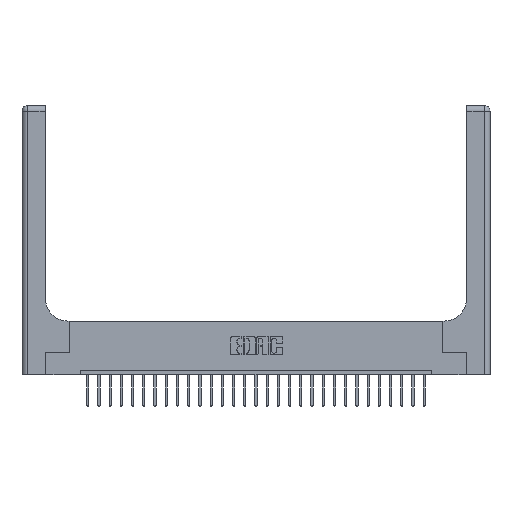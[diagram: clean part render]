
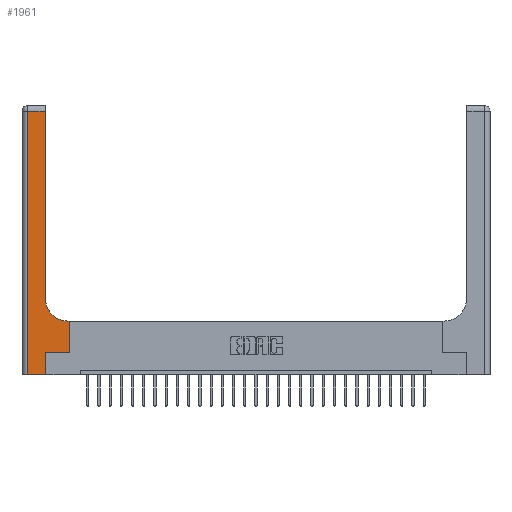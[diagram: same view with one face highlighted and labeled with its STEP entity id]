
A CAD part, top view. The second image highlights one B-rep face of the part: STEP entity #1961.
In plain terms, the highlighted planar face has unit normal (0, 0, 1).
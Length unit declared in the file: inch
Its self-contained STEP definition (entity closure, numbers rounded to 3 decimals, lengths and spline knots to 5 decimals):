
#75 = ORIENTED_EDGE ( 'NONE', *, *, #9383, .T. ) ;
#170 = LINE ( 'NONE', #26173, #18487 ) ;
#585 = DIRECTION ( 'NONE',  ( 0., 0., -1. ) ) ;
#1575 = DIRECTION ( 'NONE',  ( 1., 0., 0. ) ) ;
#1598 = AXIS2_PLACEMENT_3D ( 'NONE', #11810, #11554, #1575 ) ;
#1931 = EDGE_CURVE ( 'NONE', #21300, #16233, #2179, .T. ) ;
#1961 = ADVANCED_FACE ( 'NONE', ( #20689 ), #8395, .F. ) ;
#2157 = VECTOR ( 'NONE', #4825, 39.37008 ) ;
#2179 = LINE ( 'NONE', #5644, #20899 ) ;
#2567 = VECTOR ( 'NONE', #9292, 39.37008 ) ;
#3003 = ORIENTED_EDGE ( 'NONE', *, *, #15087, .T. ) ;
#3164 = CARTESIAN_POINT ( 'NONE',  ( 0., 3., 0.37 ) ) ;
#3629 = LINE ( 'NONE', #13853, #24776 ) ;
#3843 = ORIENTED_EDGE ( 'NONE', *, *, #24123, .T. ) ;
#4825 = DIRECTION ( 'NONE',  ( 1., 0., 0. ) ) ;
#5644 = CARTESIAN_POINT ( 'NONE',  ( 0., 0., 0.37 ) ) ;
#6828 = AXIS2_PLACEMENT_3D ( 'NONE', #3164, #585, #23455 ) ;
#7020 = CARTESIAN_POINT ( 'NONE',  ( 0., 2.94, 0.37 ) ) ;
#7168 = CARTESIAN_POINT ( 'NONE',  ( 0.265, 0., 0.37 ) ) ;
#7252 = CARTESIAN_POINT ( 'NONE',  ( 0.528, 0.25, 0.37 ) ) ;
#7296 = VECTOR ( 'NONE', #25955, 39.37008 ) ;
#7857 = DIRECTION ( 'NONE',  ( 0., 1., 0. ) ) ;
#8395 = PLANE ( 'NONE',  #6828 ) ;
#8888 = EDGE_CURVE ( 'NONE', #22173, #22030, #3629, .T. ) ;
#9226 = EDGE_CURVE ( 'NONE', #17815, #22941, #21073, .T. ) ;
#9292 = DIRECTION ( 'NONE',  ( 0., 1., 0. ) ) ;
#9383 = EDGE_CURVE ( 'NONE', #25385, #21300, #25878, .T. ) ;
#9548 = CARTESIAN_POINT ( 'NONE',  ( 0.06, 2.94, 0.37 ) ) ;
#11554 = DIRECTION ( 'NONE',  ( 0., 0., -1. ) ) ;
#11810 = CARTESIAN_POINT ( 'NONE',  ( 0.51, 0.85, 0.37 ) ) ;
#12753 = ORIENTED_EDGE ( 'NONE', *, *, #21479, .T. ) ;
#13071 = EDGE_LOOP ( 'NONE', ( #12753, #3843, #75, #22965, #23517, #14579, #3003, #20977, #24137 ) ) ;
#13279 = DIRECTION ( 'NONE',  ( -1., 0., 0. ) ) ;
#13511 = CARTESIAN_POINT ( 'NONE',  ( 0.06, 0., 0.37 ) ) ;
#13853 = CARTESIAN_POINT ( 'NONE',  ( 0.26, 0.6, 0.37 ) ) ;
#13860 = DIRECTION ( 'NONE',  ( 1., 0., 0. ) ) ;
#14248 = DIRECTION ( 'NONE',  ( -1., 0., 0. ) ) ;
#14301 = LINE ( 'NONE', #20476, #7296 ) ;
#14579 = ORIENTED_EDGE ( 'NONE', *, *, #9226, .T. ) ;
#15087 = EDGE_CURVE ( 'NONE', #22941, #22173, #170, .T. ) ;
#16233 = VERTEX_POINT ( 'NONE', #21613 ) ;
#16620 = CARTESIAN_POINT ( 'NONE',  ( 0.26, 2.94, 0.37 ) ) ;
#17200 = CARTESIAN_POINT ( 'NONE',  ( 0.528, 0.6, 0.37 ) ) ;
#17238 = VECTOR ( 'NONE', #13279, 39.37008 ) ;
#17248 = VERTEX_POINT ( 'NONE', #26049 ) ;
#17815 = VERTEX_POINT ( 'NONE', #17832 ) ;
#17832 = CARTESIAN_POINT ( 'NONE',  ( 0.265, 0.25, 0.37 ) ) ;
#18237 = DIRECTION ( 'NONE',  ( 0., -1., 0. ) ) ;
#18487 = VECTOR ( 'NONE', #7857, 39.37008 ) ;
#18742 = VERTEX_POINT ( 'NONE', #16620 ) ;
#19672 = EDGE_CURVE ( 'NONE', #16233, #17815, #21186, .T. ) ;
#19851 = CARTESIAN_POINT ( 'NONE',  ( 0.06, 3., 0.37 ) ) ;
#20476 = CARTESIAN_POINT ( 'NONE',  ( 0.26, 3., 0.37 ) ) ;
#20689 = FACE_OUTER_BOUND ( 'NONE', #13071, .T. ) ;
#20899 = VECTOR ( 'NONE', #13860, 39.37008 ) ;
#20977 = ORIENTED_EDGE ( 'NONE', *, *, #8888, .T. ) ;
#21073 = LINE ( 'NONE', #23091, #2157 ) ;
#21171 = CIRCLE ( 'NONE', #1598, 0.25 ) ;
#21186 = LINE ( 'NONE', #7168, #2567 ) ;
#21300 = VERTEX_POINT ( 'NONE', #13511 ) ;
#21479 = EDGE_CURVE ( 'NONE', #17248, #18742, #14301, .T. ) ;
#21613 = CARTESIAN_POINT ( 'NONE',  ( 0.265, 0., 0.37 ) ) ;
#22030 = VERTEX_POINT ( 'NONE', #25777 ) ;
#22173 = VERTEX_POINT ( 'NONE', #17200 ) ;
#22941 = VERTEX_POINT ( 'NONE', #7252 ) ;
#22965 = ORIENTED_EDGE ( 'NONE', *, *, #1931, .T. ) ;
#23036 = VECTOR ( 'NONE', #18237, 39.37008 ) ;
#23091 = CARTESIAN_POINT ( 'NONE',  ( 0.265, 0.25, 0.37 ) ) ;
#23455 = DIRECTION ( 'NONE',  ( -1., 0., 0. ) ) ;
#23517 = ORIENTED_EDGE ( 'NONE', *, *, #19672, .T. ) ;
#24123 = EDGE_CURVE ( 'NONE', #18742, #25385, #25459, .T. ) ;
#24137 = ORIENTED_EDGE ( 'NONE', *, *, #26147, .T. ) ;
#24776 = VECTOR ( 'NONE', #14248, 39.37008 ) ;
#25385 = VERTEX_POINT ( 'NONE', #9548 ) ;
#25459 = LINE ( 'NONE', #7020, #17238 ) ;
#25777 = CARTESIAN_POINT ( 'NONE',  ( 0.51, 0.6, 0.37 ) ) ;
#25878 = LINE ( 'NONE', #19851, #23036 ) ;
#25955 = DIRECTION ( 'NONE',  ( 0., 1., 0. ) ) ;
#26049 = CARTESIAN_POINT ( 'NONE',  ( 0.26, 0.85, 0.37 ) ) ;
#26147 = EDGE_CURVE ( 'NONE', #22030, #17248, #21171, .T. ) ;
#26173 = CARTESIAN_POINT ( 'NONE',  ( 0.528, 0.25, 0.37 ) ) ;
